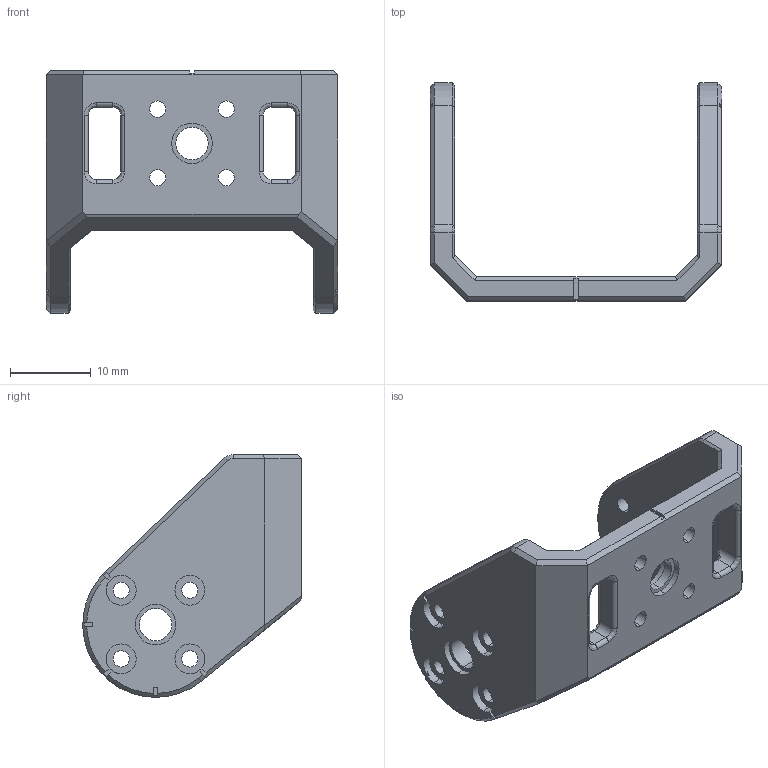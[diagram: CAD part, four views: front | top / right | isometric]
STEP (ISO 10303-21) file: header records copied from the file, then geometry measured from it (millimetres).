
FILE_DESCRIPTION (( 'STEP AP203' ), '1' );
FILE_NAME ('Darwin-mini_frm_ext_01_Défaut_sldprt.STEP', '2020-09-23T18:11:34', ( '' ), ( '' ), 'SwSTEP 2.0', 'SolidWorks 2019', '' );
FILE_SCHEMA (( 'CONFIG_CONTROL_DESIGN' ));
Length unit declared in the file: millimetre
Products named in the file (1): Darwin-mini_frm_ext_01_Défaut_sldprt
Bounding box: 36 x 26.99 x 30 mm (x, y, z)
Volume: 4172.7 mm3; surface area: 3941.9 mm2
Topology: 1 solids, 1 shells, 224 faces, 588 edges, 370 vertices
Faces by surface type: plane 100, cylinder 92, bspline 22, cone 10
Entity records: 7614 total; most frequent: CARTESIAN_POINT 1998, ORIENTED_EDGE 1168, DIRECTION 1155, EDGE_CURVE 584, AXIS2_PLACEMENT_3D 423, VERTEX_POINT 370, VECTOR 309, LINE 309
